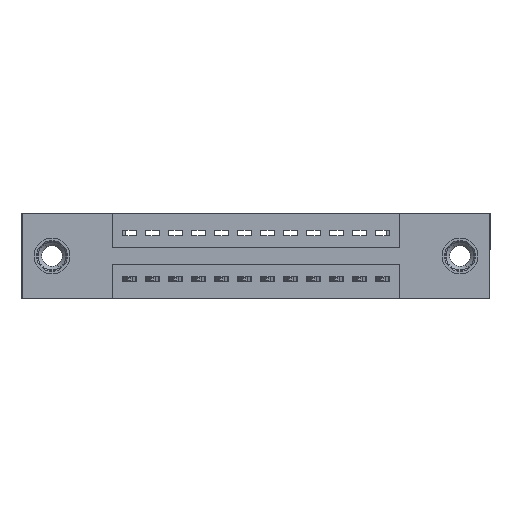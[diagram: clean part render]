
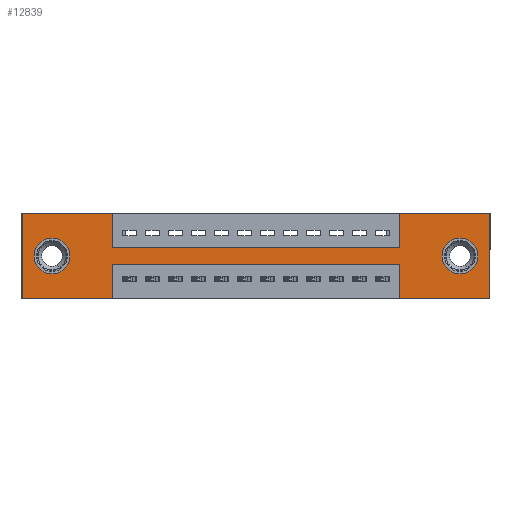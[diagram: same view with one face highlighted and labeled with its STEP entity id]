
A CAD part, front view. The second image highlights one B-rep face of the part: STEP entity #12839.
In plain terms, the highlighted planar face has unit normal (0, -1, 0).
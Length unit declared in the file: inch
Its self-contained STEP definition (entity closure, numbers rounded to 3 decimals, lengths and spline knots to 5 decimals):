
#78 = ORIENTED_EDGE ( 'NONE', *, *, #15174, .T. ) ;
#173 = CIRCLE ( 'NONE', #4771, 0.078 ) ;
#187 = CARTESIAN_POINT ( 'NONE',  ( 0., 0., 0. ) ) ;
#217 = EDGE_LOOP ( 'NONE', ( #4706, #14197 ) ) ;
#307 = EDGE_LOOP ( 'NONE', ( #11786, #78 ) ) ;
#400 = CARTESIAN_POINT ( 'NONE',  ( 1.6425, 0., -0.37 ) ) ;
#449 = EDGE_CURVE ( 'NONE', #8712, #1286, #11987, .T. ) ;
#618 = DIRECTION ( 'NONE',  ( -1., 0., 0. ) ) ;
#693 = DIRECTION ( 'NONE',  ( 0., 0., -1. ) ) ;
#737 = AXIS2_PLACEMENT_3D ( 'NONE', #4042, #9957, #3191 ) ;
#741 = AXIS2_PLACEMENT_3D ( 'NONE', #4746, #10539, #12952 ) ;
#975 = CARTESIAN_POINT ( 'NONE',  ( 1.6425, 0., -0.15 ) ) ;
#1004 = ORIENTED_EDGE ( 'NONE', *, *, #4982, .F. ) ;
#1095 = ORIENTED_EDGE ( 'NONE', *, *, #14258, .F. ) ;
#1270 = LINE ( 'NONE', #8714, #8593 ) ;
#1286 = VERTEX_POINT ( 'NONE', #400 ) ;
#1340 = VERTEX_POINT ( 'NONE', #4147 ) ;
#1379 = DIRECTION ( 'NONE',  ( 0., 0., 1. ) ) ;
#1591 = VERTEX_POINT ( 'NONE', #11823 ) ;
#1637 = AXIS2_PLACEMENT_3D ( 'NONE', #13263, #3881, #3830 ) ;
#1645 = ORIENTED_EDGE ( 'NONE', *, *, #12093, .F. ) ;
#1766 = PLANE ( 'NONE',  #737 ) ;
#1854 = DIRECTION ( 'NONE',  ( 0., 0., -1. ) ) ;
#1961 = CARTESIAN_POINT ( 'NONE',  ( 0., 0., 0. ) ) ;
#1966 = VERTEX_POINT ( 'NONE', #6889 ) ;
#2287 = ORIENTED_EDGE ( 'NONE', *, *, #14235, .F. ) ;
#2401 = VECTOR ( 'NONE', #12157, 39.37008 ) ;
#2507 = CARTESIAN_POINT ( 'NONE',  ( 1.905, 0., -0.107 ) ) ;
#2517 = LINE ( 'NONE', #6317, #12059 ) ;
#2530 = EDGE_CURVE ( 'NONE', #6238, #1591, #12311, .T. ) ;
#2587 = CARTESIAN_POINT ( 'NONE',  ( 0.3925, 0., 0. ) ) ;
#2611 = VECTOR ( 'NONE', #10835, 39.37008 ) ;
#2828 = LINE ( 'NONE', #11904, #6854 ) ;
#2961 = VECTOR ( 'NONE', #1854, 39.37008 ) ;
#3191 = DIRECTION ( 'NONE',  ( 0., 0., -1. ) ) ;
#3214 = CARTESIAN_POINT ( 'NONE',  ( 0.3925, 0., 0. ) ) ;
#3431 = EDGE_CURVE ( 'NONE', #12385, #12162, #8696, .T. ) ;
#3781 = DIRECTION ( 'NONE',  ( 1., 0., 0. ) ) ;
#3830 = DIRECTION ( 'NONE',  ( 0., 0., -1. ) ) ;
#3881 = DIRECTION ( 'NONE',  ( 0., 1., 0. ) ) ;
#3950 = VERTEX_POINT ( 'NONE', #4874 ) ;
#4042 = CARTESIAN_POINT ( 'NONE',  ( 0., 0., -0.37 ) ) ;
#4107 = DIRECTION ( 'NONE',  ( -1., 0., 0. ) ) ;
#4126 = VECTOR ( 'NONE', #6495, 39.37008 ) ;
#4147 = CARTESIAN_POINT ( 'NONE',  ( 2.035, 0., 0. ) ) ;
#4236 = ORIENTED_EDGE ( 'NONE', *, *, #4389, .F. ) ;
#4389 = EDGE_CURVE ( 'NONE', #11258, #14906, #1270, .T. ) ;
#4401 = CIRCLE ( 'NONE', #11109, 0.078 ) ;
#4706 = ORIENTED_EDGE ( 'NONE', *, *, #5411, .T. ) ;
#4746 = CARTESIAN_POINT ( 'NONE',  ( 0.13, 0., -0.185 ) ) ;
#4752 = VECTOR ( 'NONE', #1379, 39.37008 ) ;
#4771 = AXIS2_PLACEMENT_3D ( 'NONE', #12495, #11361, #13786 ) ;
#4838 = FACE_BOUND ( 'NONE', #217, .T. ) ;
#4874 = CARTESIAN_POINT ( 'NONE',  ( 0., 0., 0. ) ) ;
#4974 = LINE ( 'NONE', #8044, #2961 ) ;
#4982 = EDGE_CURVE ( 'NONE', #10535, #11258, #2517, .T. ) ;
#5043 = DIRECTION ( 'NONE',  ( 0., 1., 0. ) ) ;
#5156 = CARTESIAN_POINT ( 'NONE',  ( 0.3925, 0., -0.15 ) ) ;
#5385 = FACE_BOUND ( 'NONE', #307, .T. ) ;
#5411 = EDGE_CURVE ( 'NONE', #8108, #7528, #10033, .T. ) ;
#5531 = VECTOR ( 'NONE', #12542, 39.37008 ) ;
#5831 = CARTESIAN_POINT ( 'NONE',  ( 0.3925, 0., -0.15 ) ) ;
#5980 = CARTESIAN_POINT ( 'NONE',  ( 0.3925, 0., -0.22 ) ) ;
#5985 = EDGE_CURVE ( 'NONE', #1966, #3950, #7252, .T. ) ;
#5997 = CARTESIAN_POINT ( 'NONE',  ( 1.6425, 0., -0.37 ) ) ;
#6062 = LINE ( 'NONE', #1961, #5531 ) ;
#6098 = EDGE_CURVE ( 'NONE', #7547, #14063, #10020, .T. ) ;
#6238 = VERTEX_POINT ( 'NONE', #975 ) ;
#6259 = DIRECTION ( 'NONE',  ( 0., 0., -1. ) ) ;
#6317 = CARTESIAN_POINT ( 'NONE',  ( 0.3925, 0., -0.22 ) ) ;
#6366 = CARTESIAN_POINT ( 'NONE',  ( 0.13, 0., -0.263 ) ) ;
#6452 = CARTESIAN_POINT ( 'NONE',  ( 0., 0., -0.37 ) ) ;
#6495 = DIRECTION ( 'NONE',  ( 0., 0., 1. ) ) ;
#6576 = LINE ( 'NONE', #5997, #4752 ) ;
#6854 = VECTOR ( 'NONE', #7228, 39.37008 ) ;
#6889 = CARTESIAN_POINT ( 'NONE',  ( 0., 0., -0.37 ) ) ;
#7083 = CARTESIAN_POINT ( 'NONE',  ( 1.6425, 0., -0.22 ) ) ;
#7228 = DIRECTION ( 'NONE',  ( -1., 0., 0. ) ) ;
#7232 = FACE_OUTER_BOUND ( 'NONE', #11149, .T. ) ;
#7252 = LINE ( 'NONE', #8929, #4126 ) ;
#7334 = EDGE_CURVE ( 'NONE', #14906, #1966, #2828, .T. ) ;
#7356 = CARTESIAN_POINT ( 'NONE',  ( 1.6425, 0., 0. ) ) ;
#7528 = VERTEX_POINT ( 'NONE', #10696 ) ;
#7547 = VERTEX_POINT ( 'NONE', #11799 ) ;
#7562 = VECTOR ( 'NONE', #11990, 39.37008 ) ;
#7908 = ORIENTED_EDGE ( 'NONE', *, *, #449, .F. ) ;
#8044 = CARTESIAN_POINT ( 'NONE',  ( 2.035, 0., 0. ) ) ;
#8108 = VERTEX_POINT ( 'NONE', #2507 ) ;
#8350 = LINE ( 'NONE', #187, #9658 ) ;
#8593 = VECTOR ( 'NONE', #693, 39.37008 ) ;
#8696 = LINE ( 'NONE', #2587, #2611 ) ;
#8712 = VERTEX_POINT ( 'NONE', #12764 ) ;
#8714 = CARTESIAN_POINT ( 'NONE',  ( 0.3925, 0., -0.37 ) ) ;
#8788 = ORIENTED_EDGE ( 'NONE', *, *, #7334, .F. ) ;
#8929 = CARTESIAN_POINT ( 'NONE',  ( 0., 0., 0. ) ) ;
#9456 = EDGE_CURVE ( 'NONE', #12162, #6238, #12876, .T. ) ;
#9658 = VECTOR ( 'NONE', #3781, 39.37008 ) ;
#9945 = EDGE_CURVE ( 'NONE', #1286, #10535, #6576, .T. ) ;
#9957 = DIRECTION ( 'NONE',  ( 0., -1., 0. ) ) ;
#10020 = CIRCLE ( 'NONE', #741, 0.078 ) ;
#10033 = CIRCLE ( 'NONE', #1637, 0.078 ) ;
#10179 = ORIENTED_EDGE ( 'NONE', *, *, #5985, .F. ) ;
#10535 = VERTEX_POINT ( 'NONE', #7083 ) ;
#10539 = DIRECTION ( 'NONE',  ( 0., 1., 0. ) ) ;
#10696 = CARTESIAN_POINT ( 'NONE',  ( 1.905, 0., -0.263 ) ) ;
#10835 = DIRECTION ( 'NONE',  ( 0., 0., -1. ) ) ;
#11109 = AXIS2_PLACEMENT_3D ( 'NONE', #14357, #5043, #6259 ) ;
#11149 = EDGE_LOOP ( 'NONE', ( #4236, #1004, #13505, #7908, #2287, #1095, #11810, #11372, #12765, #1645, #10179, #8788 ) ) ;
#11258 = VERTEX_POINT ( 'NONE', #5980 ) ;
#11361 = DIRECTION ( 'NONE',  ( 0., 1., 0. ) ) ;
#11372 = ORIENTED_EDGE ( 'NONE', *, *, #9456, .F. ) ;
#11786 = ORIENTED_EDGE ( 'NONE', *, *, #6098, .T. ) ;
#11799 = CARTESIAN_POINT ( 'NONE',  ( 0.13, 0., -0.107 ) ) ;
#11810 = ORIENTED_EDGE ( 'NONE', *, *, #2530, .F. ) ;
#11823 = CARTESIAN_POINT ( 'NONE',  ( 1.6425, 0., 0. ) ) ;
#11904 = CARTESIAN_POINT ( 'NONE',  ( 0., 0., -0.37 ) ) ;
#11987 = LINE ( 'NONE', #6452, #12733 ) ;
#11990 = DIRECTION ( 'NONE',  ( 0., 0., 1. ) ) ;
#12059 = VECTOR ( 'NONE', #4107, 39.37008 ) ;
#12093 = EDGE_CURVE ( 'NONE', #3950, #12385, #8350, .T. ) ;
#12157 = DIRECTION ( 'NONE',  ( 1., 0., 0. ) ) ;
#12162 = VERTEX_POINT ( 'NONE', #5156 ) ;
#12311 = LINE ( 'NONE', #7356, #7562 ) ;
#12385 = VERTEX_POINT ( 'NONE', #3214 ) ;
#12495 = CARTESIAN_POINT ( 'NONE',  ( 0.13, 0., -0.185 ) ) ;
#12542 = DIRECTION ( 'NONE',  ( 1., 0., 0. ) ) ;
#12733 = VECTOR ( 'NONE', #618, 39.37008 ) ;
#12764 = CARTESIAN_POINT ( 'NONE',  ( 2.035, 0., -0.37 ) ) ;
#12765 = ORIENTED_EDGE ( 'NONE', *, *, #3431, .F. ) ;
#12839 = ADVANCED_FACE ( 'NONE', ( #4838, #5385, #7232 ), #1766, .T. ) ;
#12876 = LINE ( 'NONE', #5831, #2401 ) ;
#12933 = CARTESIAN_POINT ( 'NONE',  ( 0.3925, 0., -0.37 ) ) ;
#12952 = DIRECTION ( 'NONE',  ( 0., 0., 1. ) ) ;
#13263 = CARTESIAN_POINT ( 'NONE',  ( 1.905, 0., -0.185 ) ) ;
#13505 = ORIENTED_EDGE ( 'NONE', *, *, #9945, .F. ) ;
#13786 = DIRECTION ( 'NONE',  ( 0., 0., 1. ) ) ;
#14063 = VERTEX_POINT ( 'NONE', #6366 ) ;
#14197 = ORIENTED_EDGE ( 'NONE', *, *, #14915, .T. ) ;
#14235 = EDGE_CURVE ( 'NONE', #1340, #8712, #4974, .T. ) ;
#14258 = EDGE_CURVE ( 'NONE', #1591, #1340, #6062, .T. ) ;
#14357 = CARTESIAN_POINT ( 'NONE',  ( 1.905, 0., -0.185 ) ) ;
#14906 = VERTEX_POINT ( 'NONE', #12933 ) ;
#14915 = EDGE_CURVE ( 'NONE', #7528, #8108, #4401, .T. ) ;
#15174 = EDGE_CURVE ( 'NONE', #14063, #7547, #173, .T. ) ;
